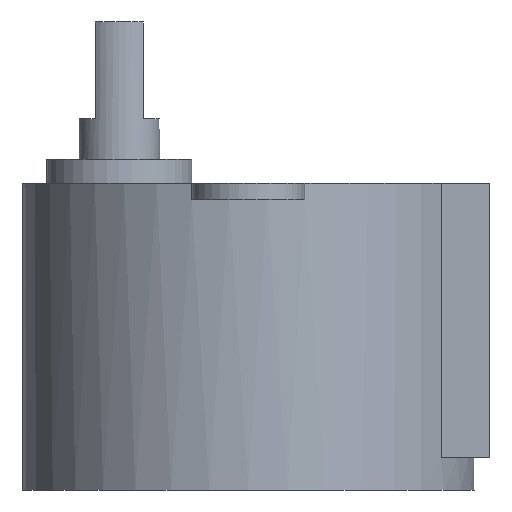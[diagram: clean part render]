
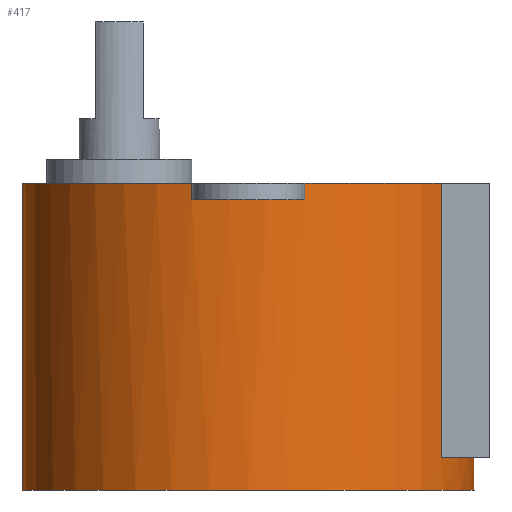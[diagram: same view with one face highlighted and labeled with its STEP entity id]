
A CAD part, left-side view. The second image highlights one B-rep face of the part: STEP entity #417.
In plain terms, the highlighted cylindrical face has radius 14 mm (diameter 28 mm), a full revolution.
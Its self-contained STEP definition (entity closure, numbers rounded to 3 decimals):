
#20=CYLINDRICAL_SURFACE('',#457,14.);
#29=CIRCLE('',#458,14.);
#30=CIRCLE('',#459,14.);
#31=CIRCLE('',#460,14.);
#32=CIRCLE('',#461,14.);
#33=CIRCLE('',#462,14.);
#34=CIRCLE('',#463,14.);
#35=CIRCLE('',#464,14.);
#53=ORIENTED_EDGE('',*,*,#165,.F.);
#54=ORIENTED_EDGE('',*,*,#166,.F.);
#55=ORIENTED_EDGE('',*,*,#167,.T.);
#56=ORIENTED_EDGE('',*,*,#168,.T.);
#57=ORIENTED_EDGE('',*,*,#169,.F.);
#58=ORIENTED_EDGE('',*,*,#170,.F.);
#59=ORIENTED_EDGE('',*,*,#171,.T.);
#60=ORIENTED_EDGE('',*,*,#172,.T.);
#61=ORIENTED_EDGE('',*,*,#173,.F.);
#62=ORIENTED_EDGE('',*,*,#174,.F.);
#63=ORIENTED_EDGE('',*,*,#175,.T.);
#64=ORIENTED_EDGE('',*,*,#176,.T.);
#65=ORIENTED_EDGE('',*,*,#177,.F.);
#165=EDGE_CURVE('',#221,#221,#29,.T.);
#166=EDGE_CURVE('',#222,#223,#30,.T.);
#167=EDGE_CURVE('',#222,#224,#259,.T.);
#168=EDGE_CURVE('',#224,#225,#31,.T.);
#169=EDGE_CURVE('',#226,#225,#260,.T.);
#170=EDGE_CURVE('',#227,#226,#32,.F.);
#171=EDGE_CURVE('',#227,#228,#261,.T.);
#172=EDGE_CURVE('',#228,#229,#33,.T.);
#173=EDGE_CURVE('',#230,#229,#262,.T.);
#174=EDGE_CURVE('',#231,#230,#34,.F.);
#175=EDGE_CURVE('',#231,#232,#263,.T.);
#176=EDGE_CURVE('',#232,#233,#35,.T.);
#177=EDGE_CURVE('',#223,#233,#264,.T.);
#221=VERTEX_POINT('',#643);
#222=VERTEX_POINT('',#645);
#223=VERTEX_POINT('',#646);
#224=VERTEX_POINT('',#648);
#225=VERTEX_POINT('',#650);
#226=VERTEX_POINT('',#652);
#227=VERTEX_POINT('',#654);
#228=VERTEX_POINT('',#656);
#229=VERTEX_POINT('',#658);
#230=VERTEX_POINT('',#660);
#231=VERTEX_POINT('',#662);
#232=VERTEX_POINT('',#664);
#233=VERTEX_POINT('',#666);
#259=LINE('',#647,#293);
#260=LINE('',#651,#294);
#261=LINE('',#655,#295);
#262=LINE('',#659,#296);
#263=LINE('',#663,#297);
#264=LINE('',#667,#298);
#293=VECTOR('',#518,1000.);
#294=VECTOR('',#521,1000.);
#295=VECTOR('',#524,1000.);
#296=VECTOR('',#527,1000.);
#297=VECTOR('',#530,1000.);
#298=VECTOR('',#533,1000.);
#327=EDGE_LOOP('',(#53));
#328=EDGE_LOOP('',(#54,#55,#56,#57,#58,#59,#60,#61,#62,#63,#64,#65));
#363=FACE_BOUND('',#327,.T.);
#364=FACE_BOUND('',#328,.T.);
#417=ADVANCED_FACE('',(#363,#364),#20,.T.);
#457=AXIS2_PLACEMENT_3D('',#641,#512,#513);
#458=AXIS2_PLACEMENT_3D('',#642,#514,#515);
#459=AXIS2_PLACEMENT_3D('',#644,#516,#517);
#460=AXIS2_PLACEMENT_3D('',#649,#519,#520);
#461=AXIS2_PLACEMENT_3D('',#653,#522,#523);
#462=AXIS2_PLACEMENT_3D('',#657,#525,#526);
#463=AXIS2_PLACEMENT_3D('',#661,#528,#529);
#464=AXIS2_PLACEMENT_3D('',#665,#531,#532);
#512=DIRECTION('',(0.,0.,1.));
#513=DIRECTION('',(1.,0.,0.));
#514=DIRECTION('',(0.,0.,-1.));
#515=DIRECTION('',(1.,0.,0.));
#516=DIRECTION('',(0.,0.,1.));
#517=DIRECTION('',(-1.,0.,0.));
#518=DIRECTION('',(0.,0.,1.));
#519=DIRECTION('',(0.,0.,-1.));
#520=DIRECTION('',(1.,0.,0.));
#521=DIRECTION('',(0.,0.,1.));
#522=DIRECTION('',(0.,0.,-1.));
#523=DIRECTION('',(-1.,0.,0.));
#524=DIRECTION('',(0.,0.,1.));
#525=DIRECTION('',(0.,0.,-1.));
#526=DIRECTION('',(1.,0.,0.));
#527=DIRECTION('',(0.,0.,1.));
#528=DIRECTION('',(0.,0.,-1.));
#529=DIRECTION('',(-1.,0.,0.));
#530=DIRECTION('',(0.,0.,1.));
#531=DIRECTION('',(0.,0.,-1.));
#532=DIRECTION('',(1.,0.,0.));
#533=DIRECTION('',(0.,0.,1.));
#641=CARTESIAN_POINT('',(0.,0.,-1.));
#642=CARTESIAN_POINT('',(0.,0.,-19.));
#643=CARTESIAN_POINT('',(14.,0.,-19.));
#644=CARTESIAN_POINT('',(0.,0.,-17.));
#645=CARTESIAN_POINT('',(-7.3,-11.946,-17.));
#646=CARTESIAN_POINT('',(7.3,-11.946,-17.));
#647=CARTESIAN_POINT('',(-7.3,-11.946,-1.));
#648=CARTESIAN_POINT('',(-7.3,-11.946,0.));
#649=CARTESIAN_POINT('',(0.,0.,0.));
#650=CARTESIAN_POINT('',(-13.555,-3.5,0.));
#651=CARTESIAN_POINT('',(-13.555,-3.5,-1.));
#652=CARTESIAN_POINT('',(-13.555,-3.5,-1.));
#653=CARTESIAN_POINT('',(0.,0.,-1.));
#654=CARTESIAN_POINT('',(-13.555,3.5,-1.));
#655=CARTESIAN_POINT('',(-13.555,3.5,-1.));
#656=CARTESIAN_POINT('',(-13.555,3.5,0.));
#657=CARTESIAN_POINT('',(0.,0.,0.));
#658=CARTESIAN_POINT('',(13.555,3.5,0.));
#659=CARTESIAN_POINT('',(13.555,3.5,-1.));
#660=CARTESIAN_POINT('',(13.555,3.5,-1.));
#661=CARTESIAN_POINT('',(0.,0.,-1.));
#662=CARTESIAN_POINT('',(13.555,-3.5,-1.));
#663=CARTESIAN_POINT('',(13.555,-3.5,-1.));
#664=CARTESIAN_POINT('',(13.555,-3.5,0.));
#665=CARTESIAN_POINT('',(0.,0.,0.));
#666=CARTESIAN_POINT('',(7.3,-11.946,0.));
#667=CARTESIAN_POINT('',(7.3,-11.946,-1.));
